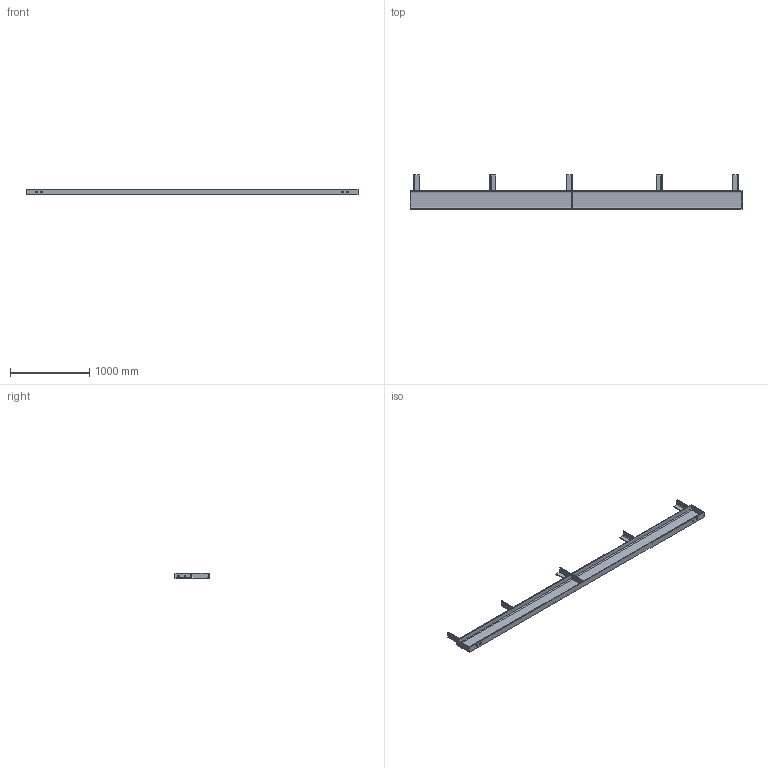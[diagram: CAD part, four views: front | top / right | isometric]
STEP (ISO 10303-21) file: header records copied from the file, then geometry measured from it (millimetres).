
FILE_DESCRIPTION (( 'STEP AP203' ), '1' );
FILE_NAME ('3982-47_REV_.step', '2026-01-19T06:03:37', ( '' ), ( '' ), 'SwSTEP 2.0', 'SolidWorks 2025', '' );
FILE_SCHEMA (( 'CONFIG_CONTROL_DESIGN' ));
Length unit declared in the file: millimetre
Products named in the file (5): 20-21; 20-20; 3982-47-10; 3982-47_REV_; 30-12
Assembly tree (9 placements, depth 2):
  3982-47_REV_
    3982-47-10
    30-12  x3
    20-21  x3
    20-20  x2
Bounding box: 4185 x 430 x 75 mm (x, y, z)
Volume: 15009416.2 mm3; surface area: 3488903.9 mm2
Topology: 9 solids, 9 shells, 131 faces, 339 edges, 226 vertices
Faces by surface type: plane 74, cylinder 57
Entity records: 2637 total; most frequent: DIRECTION 366, CARTESIAN_POINT 344, ORIENTED_EDGE 324, EDGE_CURVE 162, AXIS2_PLACEMENT_3D 130, VERTEX_POINT 108, VECTOR 106, LINE 106
